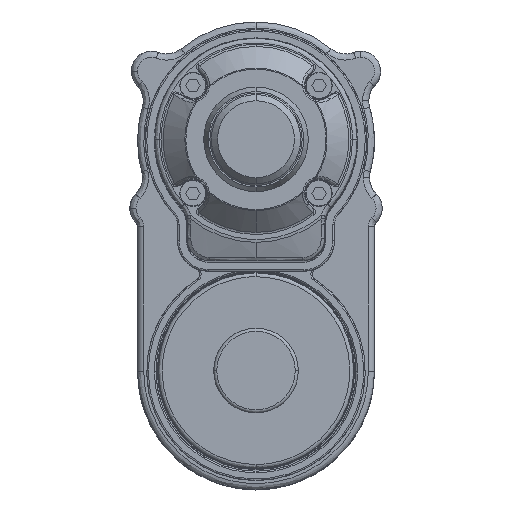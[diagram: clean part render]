
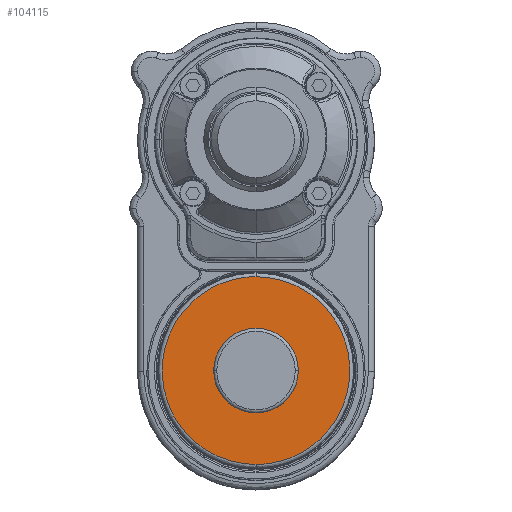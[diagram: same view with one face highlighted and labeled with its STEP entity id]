
A CAD part, top view. The second image highlights one B-rep face of the part: STEP entity #104115.
In plain terms, the highlighted planar face has unit normal (0, 0, 1).
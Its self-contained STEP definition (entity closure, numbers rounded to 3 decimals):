
#4732 = AXIS2_PLACEMENT_3D ( 'NONE', #8649, #155900, #75441 ) ;
#7110 =( BOUNDED_CURVE ( )  B_SPLINE_CURVE ( 3, ( #146402, #133999, #65416, #25218 ),
 .UNSPECIFIED., .F., .F. ) 
 B_SPLINE_CURVE_WITH_KNOTS ( ( 4, 4 ),
 ( 0.75, 1.25 ),
 .UNSPECIFIED. ) 
 CURVE ( )  GEOMETRIC_REPRESENTATION_ITEM ( )  RATIONAL_B_SPLINE_CURVE ( ( 1., 0.333, 0.333, 1. ) ) 
 REPRESENTATION_ITEM ( '' )  );
#8649 = CARTESIAN_POINT ( 'NONE',  ( 3.692, -76.632, 160.5 ) ) ;
#9041 = CARTESIAN_POINT ( 'NONE',  ( 4.735, -107.114, 160.5 ) ) ;
#17221 = FACE_OUTER_BOUND ( 'NONE', #60546, .T. ) ;
#18596 = ORIENTED_EDGE ( 'NONE', *, *, #72479, .F. ) ;
#18917 = CARTESIAN_POINT ( 'NONE',  ( 4.162, -90.374, 160.5 ) ) ;
#24641 = DIRECTION ( 'NONE',  ( 0.034, -0.999, 0. ) ) ;
#25218 = CARTESIAN_POINT ( 'NONE',  ( 2.65, -46.15, 160.5 ) ) ;
#35270 = PLANE ( 'NONE',  #4732 ) ;
#35557 = CARTESIAN_POINT ( 'NONE',  ( 2.65, -46.15, 160.5 ) ) ;
#44011 = EDGE_LOOP ( 'NONE', ( #18596, #149451 ) ) ;
#52971 = CARTESIAN_POINT ( 'NONE',  ( 3.692, -76.632, 160.5 ) ) ;
#53125 = FACE_BOUND ( 'NONE', #44011, .T. ) ;
#60546 = EDGE_LOOP ( 'NONE', ( #139428, #69171 ) ) ;
#61824 = CIRCLE ( 'NONE', #167416, 13.75 ) ;
#62774 = VERTEX_POINT ( 'NONE', #18917 ) ;
#65416 = CARTESIAN_POINT ( 'NONE',  ( -58.315, -48.235, 160.5 ) ) ;
#69171 = ORIENTED_EDGE ( 'NONE', *, *, #89086, .F. ) ;
#72479 = EDGE_CURVE ( 'NONE', #62774, #98255, #148098, .T. ) ;
#75441 = DIRECTION ( 'NONE',  ( -0.999, -0.034, 0. ) ) ;
#75493 = VERTEX_POINT ( 'NONE', #138015 ) ;
#88235 = CARTESIAN_POINT ( 'NONE',  ( 4.735, -107.114, 160.5 ) ) ;
#89086 = EDGE_CURVE ( 'NONE', #75493, #173335, #156565, .T. ) ;
#95153 = DIRECTION ( 'NONE',  ( 0., 0., 1. ) ) ;
#98255 = VERTEX_POINT ( 'NONE', #111968 ) ;
#98338 = AXIS2_PLACEMENT_3D ( 'NONE', #52971, #132232, #24641 ) ;
#104115 = ADVANCED_FACE ( 'NONE', ( #17221, #53125 ), #35270, .F. ) ;
#107015 = DIRECTION ( 'NONE',  ( 0.034, -0.999, 0. ) ) ;
#111968 = CARTESIAN_POINT ( 'NONE',  ( 3.222, -62.89, 160.5 ) ) ;
#115994 = CARTESIAN_POINT ( 'NONE',  ( 65.699, -105.029, 160.5 ) ) ;
#132232 = DIRECTION ( 'NONE',  ( 0., 0., 1. ) ) ;
#133999 = CARTESIAN_POINT ( 'NONE',  ( -56.229, -109.2, 160.5 ) ) ;
#136479 = CARTESIAN_POINT ( 'NONE',  ( 3.692, -76.632, 160.5 ) ) ;
#138015 = CARTESIAN_POINT ( 'NONE',  ( 2.65, -46.15, 160.5 ) ) ;
#139012 = EDGE_CURVE ( 'NONE', #173335, #75493, #7110, .T. ) ;
#139428 = ORIENTED_EDGE ( 'NONE', *, *, #139012, .F. ) ;
#143699 = CARTESIAN_POINT ( 'NONE',  ( 63.614, -44.065, 160.5 ) ) ;
#146402 = CARTESIAN_POINT ( 'NONE',  ( 4.735, -107.114, 160.5 ) ) ;
#148098 = CIRCLE ( 'NONE', #98338, 13.75 ) ;
#149451 = ORIENTED_EDGE ( 'NONE', *, *, #160495, .F. ) ;
#155900 = DIRECTION ( 'NONE',  ( 0., 0., -1. ) ) ;
#156565 =( BOUNDED_CURVE ( )  B_SPLINE_CURVE ( 3, ( #35557, #143699, #115994, #88235 ),
 .UNSPECIFIED., .F., .F. ) 
 B_SPLINE_CURVE_WITH_KNOTS ( ( 4, 4 ),
 ( 0.25, 0.75 ),
 .UNSPECIFIED. ) 
 CURVE ( )  GEOMETRIC_REPRESENTATION_ITEM ( )  RATIONAL_B_SPLINE_CURVE ( ( 1., 0.333, 0.333, 1. ) ) 
 REPRESENTATION_ITEM ( '' )  );
#160495 = EDGE_CURVE ( 'NONE', #98255, #62774, #61824, .T. ) ;
#167416 = AXIS2_PLACEMENT_3D ( 'NONE', #136479, #95153, #107015 ) ;
#173335 = VERTEX_POINT ( 'NONE', #9041 ) ;
